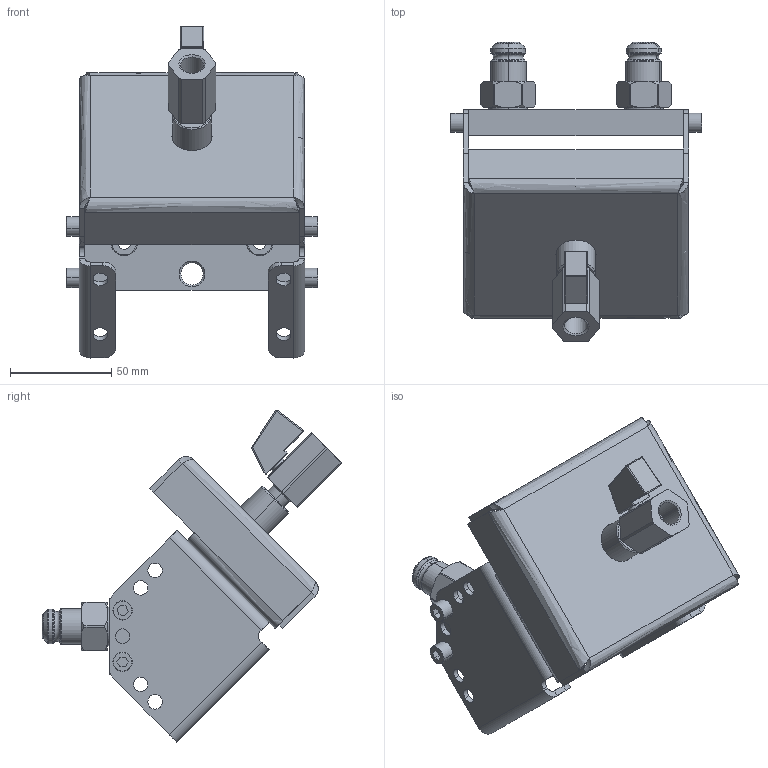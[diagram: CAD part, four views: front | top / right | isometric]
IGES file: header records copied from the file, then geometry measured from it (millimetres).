
Start section:  PTC IGES file: ilcm45600528.igs
Global section: file name: ilcm45600528.igs; native system: Creo Parametric by Parametric Technology Corporation; preprocessor: 2013320; author: maj; organization: Unknown; date: 20170504.151810; units: inch
Bounding box: 123.8 x 147.78 x 163.72 mm (x, y, z)
Surface area: 97223.3 mm2 (no closed solid volume)
Topology: 0 solids, 0 shells, 564 faces, 3902 edges, 5011 vertices
Faces by surface type: revolution 320, bspline 244
